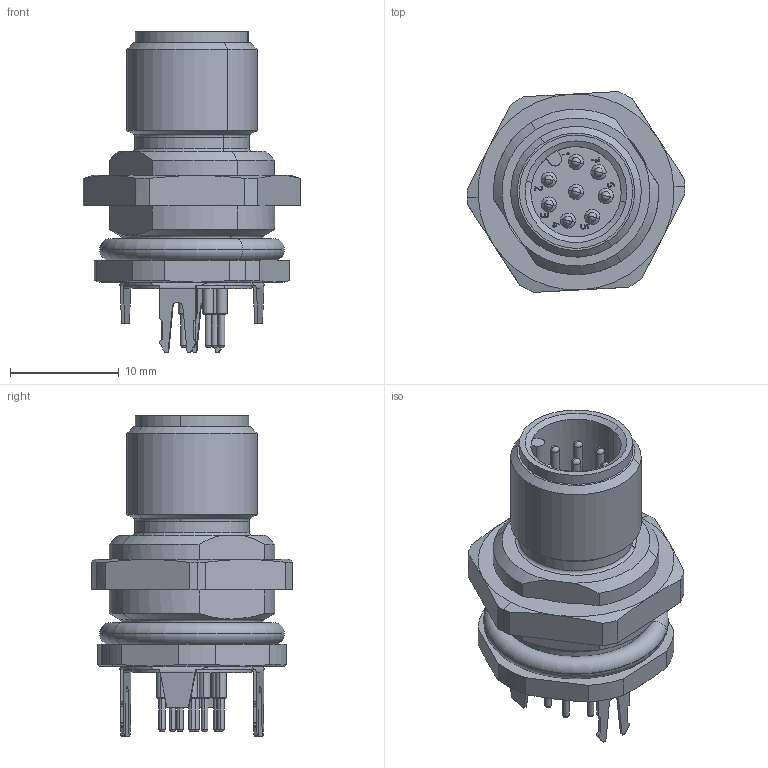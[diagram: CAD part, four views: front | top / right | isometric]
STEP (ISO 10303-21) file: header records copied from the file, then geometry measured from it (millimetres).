
FILE_DESCRIPTION(('CATIA V5 STEP Exchange','CAx-IF Rec.Pracs.--- Model Styling and Organization---1.4--- 2014-01-23'),'2;1');
FILE_NAME ('013892-2_0', '2020-11-19T15:50:52+00:00', ('none'), ('Weidmueller'), 'CATIA Version 5-6 Release 2016 SP3 HF44', 'CATIA V5 STEP AP214', 'none');
FILE_SCHEMA(('AUTOMOTIVE_DESIGN { 1 0 10303 214 1 1 1 1 }'));
Length unit declared in the file: millimetre
Products named in the file (1): 1467730000
Bounding box: 20 x 18.44 x 29.45 mm (x, y, z)
Volume: 2939.6 mm3; surface area: 4292 mm2
Topology: 4 solids, 6 shells, 434 faces, 1365 edges, 944 vertices
Faces by surface type: cylinder 156, plane 119, cone 78, extrusion 47, sphere 16, torus 14, bspline 4
Entity records: 16090 total; most frequent: CARTESIAN_POINT 4739, ORIENTED_EDGE 2666, DIRECTION 1763, EDGE_CURVE 1333, VERTEX_POINT 944, AXIS2_PLACEMENT_3D 850, VECTOR 538, EDGE_LOOP 495
